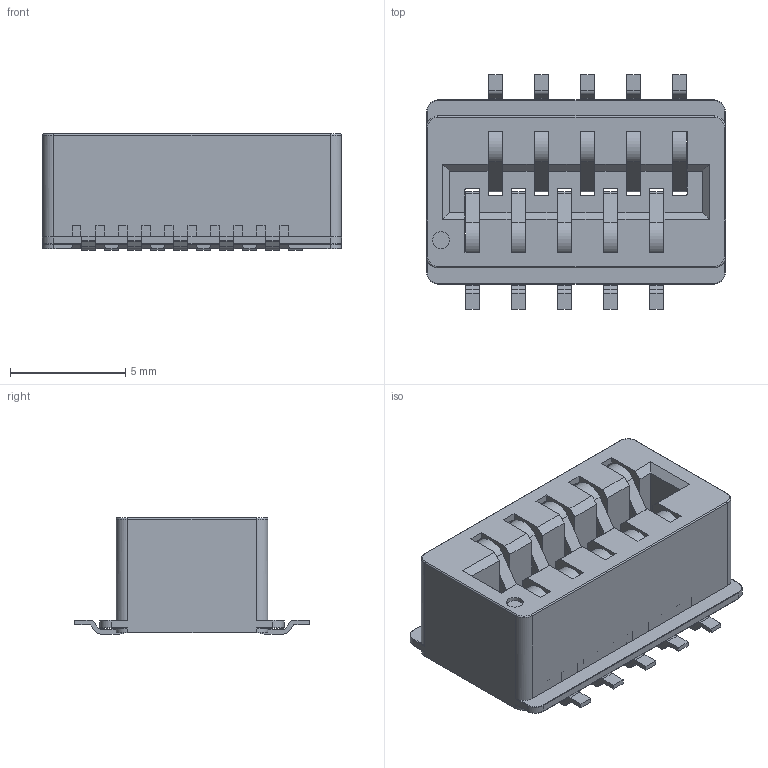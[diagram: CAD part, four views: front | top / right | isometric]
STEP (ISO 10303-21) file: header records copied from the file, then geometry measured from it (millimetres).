
FILE_DESCRIPTION(/* description */ ('Unknown'),/* implementation_level */ '2;1');
FILE_NAME(/* name */ '009159010603906',/* time_stamp */ '2023-12-12T18:07:42+02:00',/* author */ ('Unknown'),/* organization */ ('Unknown'),/* preprocessor_version */ 'ST-DEVELOPER v18.102',/* originating_system */ 'Solid Edge',/* authorisation */ 'Unknown');
FILE_SCHEMA (('AUTOMOTIVE_DESIGN {1 0 10303 214 3 1 1}'));
Length unit declared in the file: millimetre
Products named in the file (1): 009159010603906
Bounding box: 13 x 10.2 x 5.05 mm (x, y, z)
Volume: 275.8 mm3; surface area: 896.4 mm2
Topology: 11 solids, 11 shells, 614 faces, 1760 edges, 1152 vertices
Faces by surface type: plane 429, cylinder 165, torus 20
Full cylindrical faces by diameter (mm): 0.728 x1
Entity records: 20732 total; most frequent: CARTESIAN_POINT 3550, ORIENTED_EDGE 3518, DIRECTION 3323, EDGE_CURVE 1759, LINE 1409, VECTOR 1409, VERTEX_POINT 1152, AXIS2_PLACEMENT_3D 957
